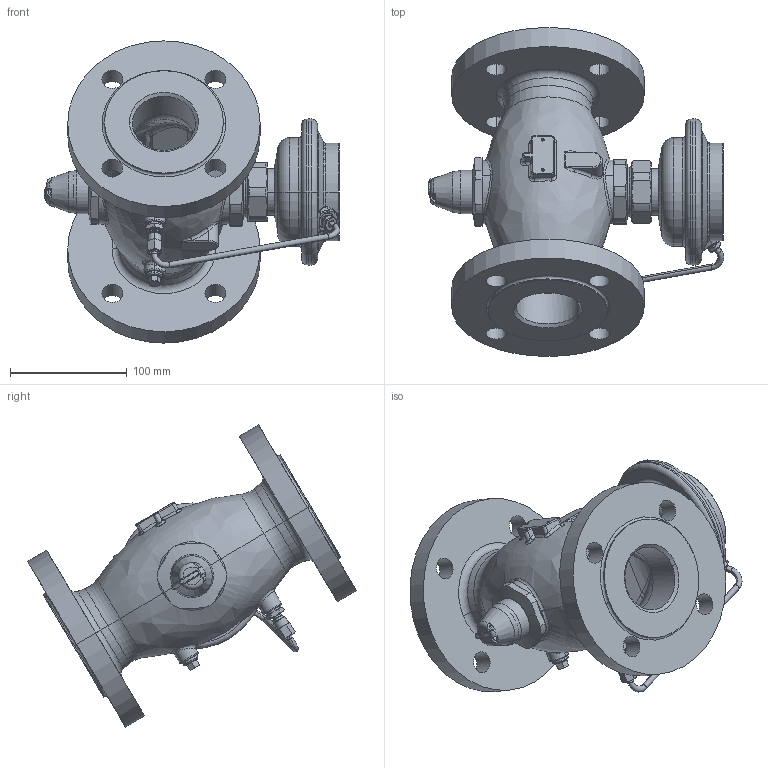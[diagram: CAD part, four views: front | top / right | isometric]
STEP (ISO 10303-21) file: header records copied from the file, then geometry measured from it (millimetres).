
FILE_DESCRIPTION((''),'2;1');
FILE_NAME('003H6732','2015-03-06T',('u317927'),('Danfoss'),'PRO/ENGINEER BY PARAMETRIC TECHNOLOGY CORPORATION, 2014000','PRO/ENGINEER BY PARAMETRIC TECHNOLOGY CORPORATION, 2014000','');
FILE_SCHEMA(('CONFIG_CONTROL_DESIGN'));
Products named in the file (1): 003H6732
Bounding box: 253.49 x 281.97 x 259.14 mm (x, y, z)
Volume: 1635684.5 mm3; surface area: 348134.6 mm2
Topology: 1 solids, 1 shells, 955 faces, 2213 edges, 1328 vertices
Faces by surface type: cylinder 269, plane 213, cone 162, torus 160, bspline 145, sphere 6
Entity records: 42492 total; most frequent: CARTESIAN_POINT 21524, ORIENTED_EDGE 4426, DIRECTION 4374, EDGE_CURVE 2213, AXIS2_PLACEMENT_3D 1885, VERTEX_POINT 1328, CIRCLE 1075, EDGE_LOOP 1053
